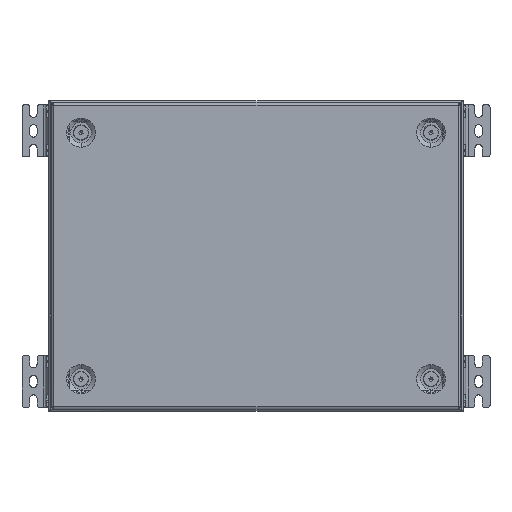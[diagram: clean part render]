
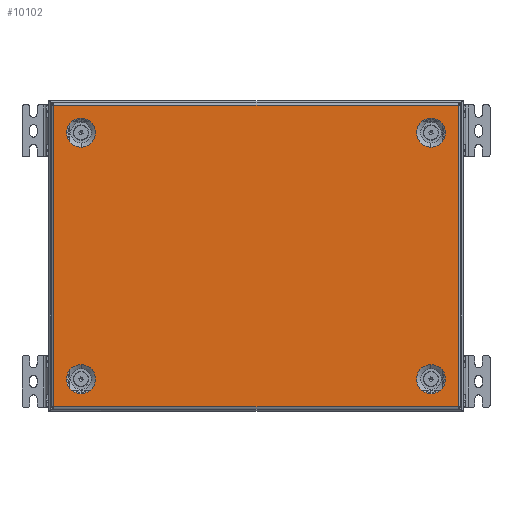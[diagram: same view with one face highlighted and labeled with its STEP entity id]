
A CAD part, top view. The second image highlights one B-rep face of the part: STEP entity #10102.
In plain terms, the highlighted planar face has unit normal (0, 0, 1).
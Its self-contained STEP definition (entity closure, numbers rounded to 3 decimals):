
#133 = EDGE_CURVE ( 'NONE', #5262, #18155, #18536, .T. ) ;
#663 = EDGE_CURVE ( 'NONE', #14522, #5891, #14062, .T. ) ;
#794 = CARTESIAN_POINT ( 'NONE',  ( 169., 133., 0. ) ) ;
#1585 = ORIENTED_EDGE ( 'NONE', *, *, #13430, .F. ) ;
#1696 = CARTESIAN_POINT ( 'NONE',  ( 169., -119., 0. ) ) ;
#1850 = AXIS2_PLACEMENT_3D ( 'NONE', #6589, #21716, #17509 ) ;
#2042 = ORIENTED_EDGE ( 'NONE', *, *, #8279, .F. ) ;
#2104 = CARTESIAN_POINT ( 'NONE',  ( 169., 105., 0. ) ) ;
#2135 = CARTESIAN_POINT ( 'NONE',  ( -195.5, 145.5, 0. ) ) ;
#2236 = DIRECTION ( 'NONE',  ( 0., 0., 1. ) ) ;
#2276 = AXIS2_PLACEMENT_3D ( 'NONE', #6210, #2236, #6603 ) ;
#2277 = CARTESIAN_POINT ( 'NONE',  ( -195.793, -145.5, 0. ) ) ;
#2387 = CARTESIAN_POINT ( 'NONE',  ( 195.4, -145.5, 0. ) ) ;
#3043 = VECTOR ( 'NONE', #26324, 1000. ) ;
#3301 = LINE ( 'NONE', #14071, #3043 ) ;
#3487 = DIRECTION ( 'NONE',  ( 1., 0., 0. ) ) ;
#3532 = CARTESIAN_POINT ( 'NONE',  ( -169., 133., 0. ) ) ;
#3619 = ORIENTED_EDGE ( 'NONE', *, *, #21334, .T. ) ;
#3625 = CIRCLE ( 'NONE', #2276, 14. ) ;
#3913 = EDGE_LOOP ( 'NONE', ( #17870, #25572 ) ) ;
#4446 = CIRCLE ( 'NONE', #26636, 14. ) ;
#4525 = EDGE_CURVE ( 'NONE', #21542, #16761, #4446, .T. ) ;
#4858 = CIRCLE ( 'NONE', #17516, 14. ) ;
#5008 = EDGE_CURVE ( 'NONE', #16761, #21542, #15814, .T. ) ;
#5096 = DIRECTION ( 'NONE',  ( -1., 0., 0. ) ) ;
#5262 = VERTEX_POINT ( 'NONE', #6559 ) ;
#5273 = FACE_BOUND ( 'NONE', #12452, .T. ) ;
#5876 = CARTESIAN_POINT ( 'NONE',  ( 169., -133., 0. ) ) ;
#5891 = VERTEX_POINT ( 'NONE', #2104 ) ;
#5987 = VECTOR ( 'NONE', #25963, 1000. ) ;
#6003 = VERTEX_POINT ( 'NONE', #20793 ) ;
#6210 = CARTESIAN_POINT ( 'NONE',  ( 169., 119., 0. ) ) ;
#6298 = CIRCLE ( 'NONE', #6725, 14. ) ;
#6543 = EDGE_CURVE ( 'NONE', #21839, #5262, #3301, .T. ) ;
#6559 = CARTESIAN_POINT ( 'NONE',  ( -195.5, -145.5, 0. ) ) ;
#6589 = CARTESIAN_POINT ( 'NONE',  ( -169., 119., 0. ) ) ;
#6603 = DIRECTION ( 'NONE',  ( -1., 0., 0. ) ) ;
#6616 = CARTESIAN_POINT ( 'NONE',  ( -169., -133., 0. ) ) ;
#6627 = VECTOR ( 'NONE', #22910, 1000. ) ;
#6687 = ORIENTED_EDGE ( 'NONE', *, *, #663, .F. ) ;
#6725 = AXIS2_PLACEMENT_3D ( 'NONE', #26120, #22328, #13736 ) ;
#6761 = VERTEX_POINT ( 'NONE', #9105 ) ;
#7030 = CARTESIAN_POINT ( 'NONE',  ( 195.5, -145.793, 0. ) ) ;
#7185 = FACE_BOUND ( 'NONE', #26423, .T. ) ;
#7964 = DIRECTION ( 'NONE',  ( 0., 0., 1. ) ) ;
#8053 = EDGE_CURVE ( 'NONE', #20030, #19895, #6298, .T. ) ;
#8214 = LINE ( 'NONE', #23085, #16021 ) ;
#8279 = EDGE_CURVE ( 'NONE', #14162, #10366, #11065, .T. ) ;
#8504 = CARTESIAN_POINT ( 'NONE',  ( -169., -119., 0. ) ) ;
#8849 = CARTESIAN_POINT ( 'NONE',  ( 195.793, 145.5, 0. ) ) ;
#9105 = CARTESIAN_POINT ( 'NONE',  ( 195.4, 145.5, 0. ) ) ;
#9206 = FACE_OUTER_BOUND ( 'NONE', #11262, .T. ) ;
#9602 = CARTESIAN_POINT ( 'NONE',  ( 195.5, -145.5, 0. ) ) ;
#10102 = ADVANCED_FACE ( 'NONE', ( #9206, #25846, #19329, #5273, #7185 ), #15516, .T. ) ;
#10366 = VERTEX_POINT ( 'NONE', #6616 ) ;
#10828 = ORIENTED_EDGE ( 'NONE', *, *, #18629, .F. ) ;
#11065 = CIRCLE ( 'NONE', #11523, 14. ) ;
#11262 = EDGE_LOOP ( 'NONE', ( #23822, #3619, #1585, #26519, #19928, #11338, #23682, #13499 ) ) ;
#11338 = ORIENTED_EDGE ( 'NONE', *, *, #12433, .T. ) ;
#11523 = AXIS2_PLACEMENT_3D ( 'NONE', #8504, #25413, #15062 ) ;
#11604 = CARTESIAN_POINT ( 'NONE',  ( 169., -105., 0. ) ) ;
#11824 = VERTEX_POINT ( 'NONE', #2387 ) ;
#12031 = EDGE_CURVE ( 'NONE', #16617, #14858, #15491, .T. ) ;
#12196 = EDGE_CURVE ( 'NONE', #11824, #16617, #8214, .T. ) ;
#12253 = VECTOR ( 'NONE', #26645, 1000. ) ;
#12309 = DIRECTION ( 'NONE',  ( 1., 0., 0. ) ) ;
#12316 = LINE ( 'NONE', #8849, #12253 ) ;
#12389 = CIRCLE ( 'NONE', #25448, 14. ) ;
#12433 = EDGE_CURVE ( 'NONE', #18155, #11824, #23496, .T. ) ;
#12452 = EDGE_LOOP ( 'NONE', ( #2042, #25299 ) ) ;
#12773 = VECTOR ( 'NONE', #14299, 1000. ) ;
#13430 = EDGE_CURVE ( 'NONE', #21839, #6003, #13847, .T. ) ;
#13499 = ORIENTED_EDGE ( 'NONE', *, *, #12031, .T. ) ;
#13582 = CARTESIAN_POINT ( 'NONE',  ( 0., 0., 0. ) ) ;
#13736 = DIRECTION ( 'NONE',  ( 1., 0., 0. ) ) ;
#13847 = LINE ( 'NONE', #22169, #26486 ) ;
#14062 = CIRCLE ( 'NONE', #19724, 14. ) ;
#14071 = CARTESIAN_POINT ( 'NONE',  ( -195.5, 145.793, 0. ) ) ;
#14162 = VERTEX_POINT ( 'NONE', #19373 ) ;
#14299 = DIRECTION ( 'NONE',  ( 1., 0., 0. ) ) ;
#14522 = VERTEX_POINT ( 'NONE', #794 ) ;
#14582 = CARTESIAN_POINT ( 'NONE',  ( 195.793, 145.5, 0. ) ) ;
#14641 = DIRECTION ( 'NONE',  ( 1., 0., 0. ) ) ;
#14858 = VERTEX_POINT ( 'NONE', #23117 ) ;
#14903 = CARTESIAN_POINT ( 'NONE',  ( -169., 105., 0. ) ) ;
#15062 = DIRECTION ( 'NONE',  ( -1., 0., 0. ) ) ;
#15491 = LINE ( 'NONE', #7030, #5987 ) ;
#15516 = PLANE ( 'NONE',  #22898 ) ;
#15814 = CIRCLE ( 'NONE', #1850, 14. ) ;
#16021 = VECTOR ( 'NONE', #14641, 1000. ) ;
#16617 = VERTEX_POINT ( 'NONE', #9602 ) ;
#16761 = VERTEX_POINT ( 'NONE', #14903 ) ;
#17001 = CARTESIAN_POINT ( 'NONE',  ( -195.4, -145.5, 0. ) ) ;
#17374 = DIRECTION ( 'NONE',  ( 1., 0., 0. ) ) ;
#17509 = DIRECTION ( 'NONE',  ( 1., 0., 0. ) ) ;
#17516 = AXIS2_PLACEMENT_3D ( 'NONE', #1696, #7964, #12309 ) ;
#17649 = DIRECTION ( 'NONE',  ( -1., 0., 0. ) ) ;
#17870 = ORIENTED_EDGE ( 'NONE', *, *, #5008, .F. ) ;
#18155 = VERTEX_POINT ( 'NONE', #17001 ) ;
#18536 = LINE ( 'NONE', #2277, #12773 ) ;
#18537 = DIRECTION ( 'NONE',  ( 1., 0., 0. ) ) ;
#18629 = EDGE_CURVE ( 'NONE', #19895, #20030, #4858, .T. ) ;
#19093 = LINE ( 'NONE', #14582, #6627 ) ;
#19329 = FACE_BOUND ( 'NONE', #26183, .T. ) ;
#19373 = CARTESIAN_POINT ( 'NONE',  ( -169., -105., 0. ) ) ;
#19411 = CARTESIAN_POINT ( 'NONE',  ( -169., -119., 0. ) ) ;
#19724 = AXIS2_PLACEMENT_3D ( 'NONE', #19950, #21425, #17649 ) ;
#19895 = VERTEX_POINT ( 'NONE', #11604 ) ;
#19928 = ORIENTED_EDGE ( 'NONE', *, *, #133, .T. ) ;
#19950 = CARTESIAN_POINT ( 'NONE',  ( 169., 119., 0. ) ) ;
#20030 = VERTEX_POINT ( 'NONE', #5876 ) ;
#20793 = CARTESIAN_POINT ( 'NONE',  ( -195.4, 145.5, 0. ) ) ;
#21062 = EDGE_CURVE ( 'NONE', #14858, #6761, #12316, .T. ) ;
#21334 = EDGE_CURVE ( 'NONE', #6761, #6003, #19093, .T. ) ;
#21425 = DIRECTION ( 'NONE',  ( 0., 0., 1. ) ) ;
#21521 = ORIENTED_EDGE ( 'NONE', *, *, #22255, .F. ) ;
#21542 = VERTEX_POINT ( 'NONE', #3532 ) ;
#21716 = DIRECTION ( 'NONE',  ( 0., 0., 1. ) ) ;
#21720 = CARTESIAN_POINT ( 'NONE',  ( -195.793, -145.5, 0. ) ) ;
#21839 = VERTEX_POINT ( 'NONE', #2135 ) ;
#22169 = CARTESIAN_POINT ( 'NONE',  ( -197.5, 145.5, 0. ) ) ;
#22255 = EDGE_CURVE ( 'NONE', #5891, #14522, #3625, .T. ) ;
#22328 = DIRECTION ( 'NONE',  ( 0., 0., 1. ) ) ;
#22550 = VECTOR ( 'NONE', #17374, 1000. ) ;
#22898 = AXIS2_PLACEMENT_3D ( 'NONE', #13582, #25984, #23818 ) ;
#22910 = DIRECTION ( 'NONE',  ( -1., 0., 0. ) ) ;
#23021 = CARTESIAN_POINT ( 'NONE',  ( -169., 119., 0. ) ) ;
#23085 = CARTESIAN_POINT ( 'NONE',  ( 197.5, -145.5, 0. ) ) ;
#23117 = CARTESIAN_POINT ( 'NONE',  ( 195.5, 145.5, 0. ) ) ;
#23272 = DIRECTION ( 'NONE',  ( 0., 0., 1. ) ) ;
#23496 = LINE ( 'NONE', #21720, #22550 ) ;
#23682 = ORIENTED_EDGE ( 'NONE', *, *, #12196, .T. ) ;
#23818 = DIRECTION ( 'NONE',  ( 1., 0., 0. ) ) ;
#23822 = ORIENTED_EDGE ( 'NONE', *, *, #21062, .T. ) ;
#24643 = EDGE_CURVE ( 'NONE', #10366, #14162, #12389, .T. ) ;
#25299 = ORIENTED_EDGE ( 'NONE', *, *, #24643, .F. ) ;
#25413 = DIRECTION ( 'NONE',  ( 0., 0., 1. ) ) ;
#25448 = AXIS2_PLACEMENT_3D ( 'NONE', #19411, #25526, #5096 ) ;
#25526 = DIRECTION ( 'NONE',  ( 0., 0., 1. ) ) ;
#25572 = ORIENTED_EDGE ( 'NONE', *, *, #4525, .F. ) ;
#25846 = FACE_BOUND ( 'NONE', #3913, .T. ) ;
#25963 = DIRECTION ( 'NONE',  ( 0., 1., 0. ) ) ;
#25981 = ORIENTED_EDGE ( 'NONE', *, *, #8053, .F. ) ;
#25984 = DIRECTION ( 'NONE',  ( 0., 0., 1. ) ) ;
#26120 = CARTESIAN_POINT ( 'NONE',  ( 169., -119., 0. ) ) ;
#26183 = EDGE_LOOP ( 'NONE', ( #21521, #6687 ) ) ;
#26324 = DIRECTION ( 'NONE',  ( 0., -1., 0. ) ) ;
#26423 = EDGE_LOOP ( 'NONE', ( #10828, #25981 ) ) ;
#26486 = VECTOR ( 'NONE', #3487, 1000. ) ;
#26519 = ORIENTED_EDGE ( 'NONE', *, *, #6543, .T. ) ;
#26636 = AXIS2_PLACEMENT_3D ( 'NONE', #23021, #23272, #18537 ) ;
#26645 = DIRECTION ( 'NONE',  ( -1., 0., 0. ) ) ;
